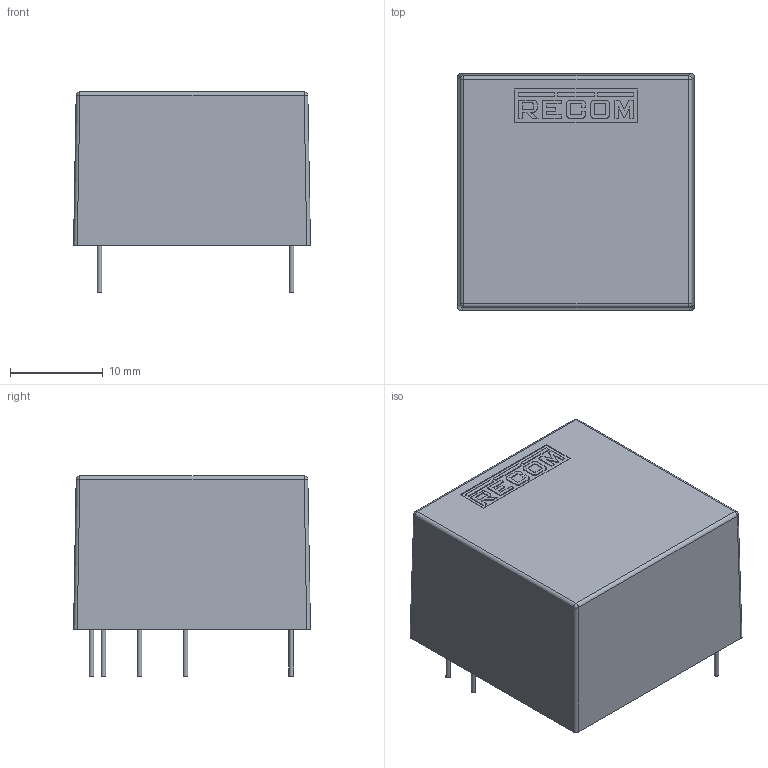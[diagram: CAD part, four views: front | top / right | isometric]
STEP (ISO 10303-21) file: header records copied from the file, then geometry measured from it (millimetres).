
FILE_DESCRIPTION(/* description */ (''),/* implementation_level */ '2;1');
FILE_NAME(/* name */ 'RECOM RAC05-K.step',/* time_stamp */ '2023-10-16T18:28:20+01:00',/* author */ (''),/* organization */ (''),/* preprocessor_version */ 'ST-DEVELOPER v20',/* originating_system */ 'Autodesk Translation Framework v12.14.0.127',/* authorisation */ '');
FILE_SCHEMA (('AUTOMOTIVE_DESIGN { 1 0 10303 214 3 1 1 }'));
Length unit declared in the file: millimetre
Products named in the file (2): RECOM RAC05-K; Component10
Assembly tree (1 placements, depth 2):
  RECOM RAC05-K
    Component10
Bounding box: 25.6 x 25.6 x 21.63 mm (x, y, z)
Volume: 4810.8 mm3; surface area: 7394.3 mm2
Topology: 1 solids, 2 shells, 191 faces, 484 edges, 316 vertices
Faces by surface type: plane 152, cylinder 35, sphere 4
Full cylindrical faces by diameter (mm): 0.5 x15
Entity records: 5743 total; most frequent: CARTESIAN_POINT 990, ORIENTED_EDGE 960, DIRECTION 938, EDGE_CURVE 480, LINE 410, VECTOR 410, VERTEX_POINT 316, AXIS2_PLACEMENT_3D 264
